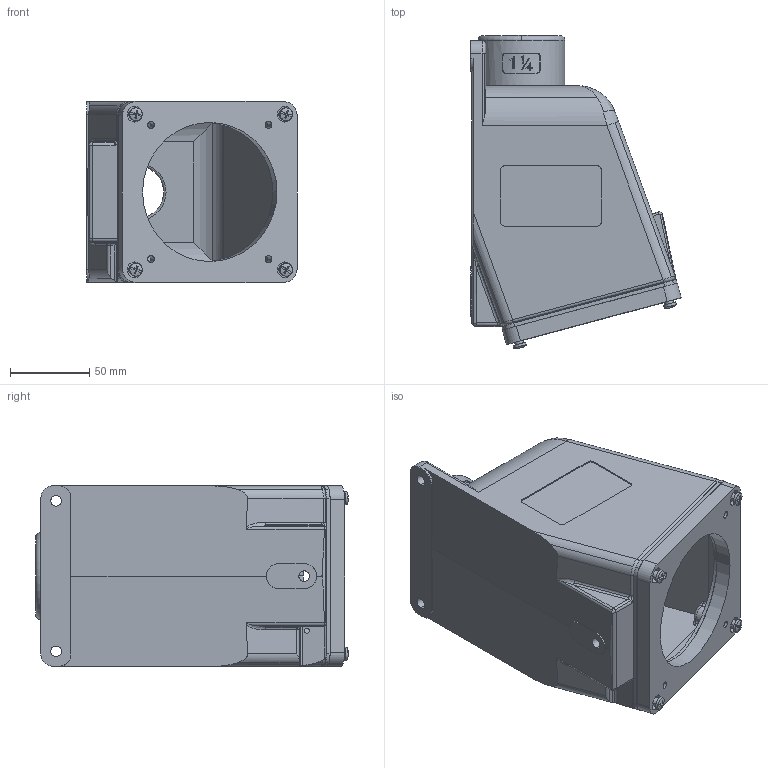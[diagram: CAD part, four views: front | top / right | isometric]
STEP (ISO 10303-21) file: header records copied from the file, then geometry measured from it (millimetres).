
FILE_DESCRIPTION (( 'STEP AP203' ), '1' );
FILE_NAME ('DM602.STEP', '2022-08-30T10:29:54', ( '' ), ( '' ), 'SwSTEP 2.0', 'SolidWorks 2021', '' );
FILE_SCHEMA (( 'CONFIG_CONTROL_DESIGN' ));
Length unit declared in the file: inch
Products named in the file (3): AP60; DM602; BB601WA
Assembly tree (2 placements, depth 2):
  DM602
    BB601WA
    AP60
Bounding box: 133.15 x 197.96 x 114.55 mm (x, y, z)
Volume: 467171.2 mm3; surface area: 192523.5 mm2
Topology: 7 solids, 7 shells, 544 faces, 1449 edges, 941 vertices
Faces by surface type: cylinder 251, plane 215, bspline 36, torus 22, sphere 10, cone 10
Entity records: 19082 total; most frequent: CARTESIAN_POINT 5312, ORIENTED_EDGE 2894, DIRECTION 2729, EDGE_CURVE 1447, AXIS2_PLACEMENT_3D 992, VERTEX_POINT 941, LINE 745, VECTOR 745
